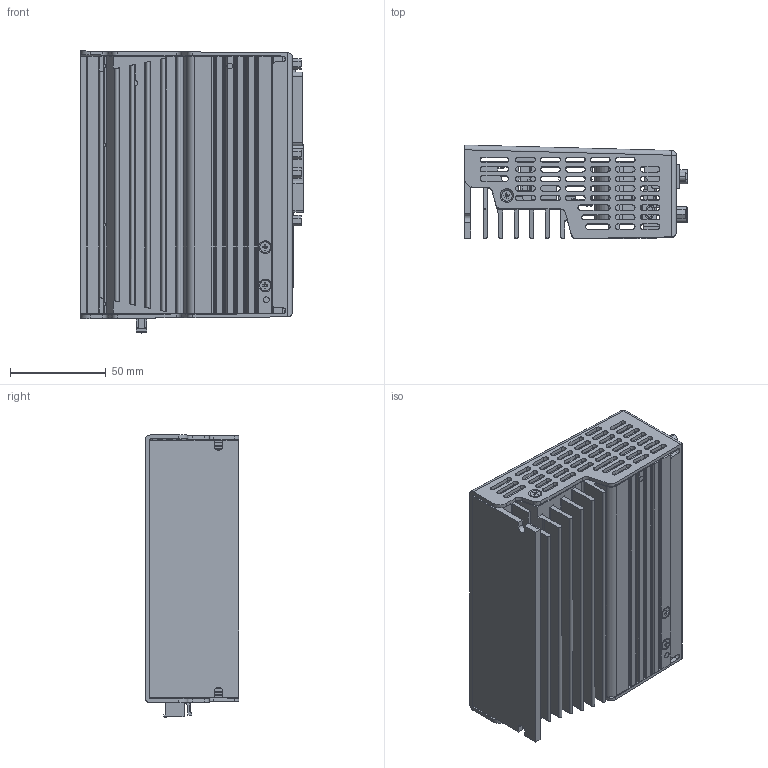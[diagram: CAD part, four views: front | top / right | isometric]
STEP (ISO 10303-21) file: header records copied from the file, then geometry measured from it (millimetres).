
FILE_DESCRIPTION (( 'STEP AP214' ), '1' );
FILE_NAME ('STEAC5 index.STEP', '2015-05-11T05:07:34', ( '' ), ( '' ), 'SwSTEP 2.0', 'SolidWorks 2014', '' );
FILE_SCHEMA (( 'AUTOMOTIVE_DESIGN' ));
Length unit declared in the file: millimetre
Products named in the file (1): STEAC5 index
Bounding box: 116.21 x 48.8 x 147.19 mm (x, y, z)
Surface area: 174641.1 mm2 (no closed solid volume)
Topology: 0 solids, 61 shells, 1159 faces, 4223 edges, 3073 vertices
Faces by surface type: plane 678, cylinder 444, cone 24, bspline 9, sphere 2, torus 2
Entity records: 58387 total; most frequent: CARTESIAN_POINT 11401, ORIENTED_EDGE 7053, DIRECTION 6382, EDGE_CURVE 4215, VERTEX_POINT 3073, VECTOR 2882, LINE 2882, AXIS2_PLACEMENT_3D 1750
